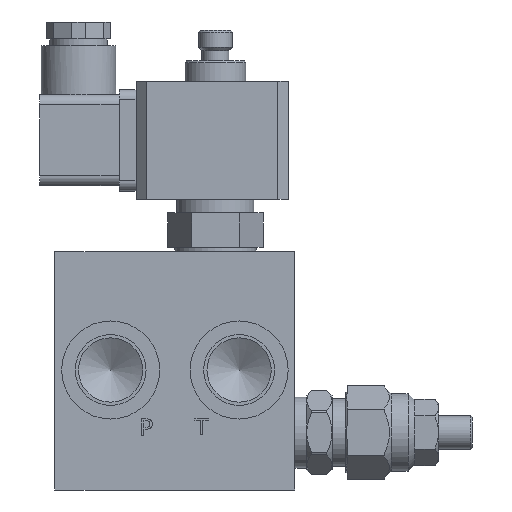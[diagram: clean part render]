
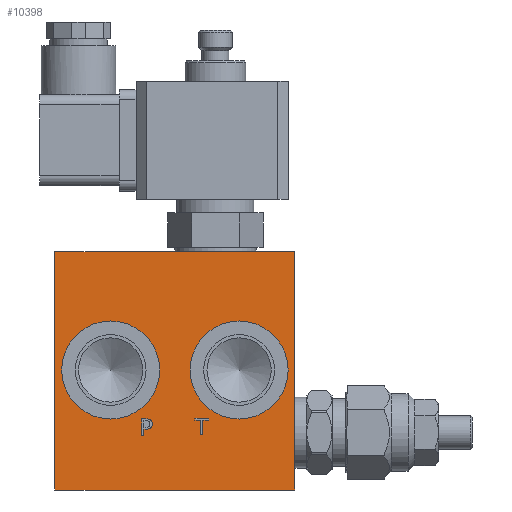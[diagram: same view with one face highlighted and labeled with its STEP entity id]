
A CAD part, left-side view. The second image highlights one B-rep face of the part: STEP entity #10398.
In plain terms, the highlighted planar face has unit normal (-1, 0, 0).
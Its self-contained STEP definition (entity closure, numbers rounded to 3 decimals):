
#392=B_SPLINE_CURVE_WITH_KNOTS('',2,(#15997,#15998,#15999,#16000),
 .UNSPECIFIED.,.F.,.F.,(3,1,3),(0.,1.,2.),.UNSPECIFIED.);
#394=B_SPLINE_CURVE_WITH_KNOTS('',2,(#16018,#16019,#16020,#16021),
 .UNSPECIFIED.,.F.,.F.,(3,1,3),(0.,1.,2.),.UNSPECIFIED.);
#396=B_SPLINE_CURVE_WITH_KNOTS('',2,(#16067,#16068,#16069,#16070),
 .UNSPECIFIED.,.F.,.F.,(3,1,3),(0.,1.,2.),.UNSPECIFIED.);
#398=B_SPLINE_CURVE_WITH_KNOTS('',2,(#16085,#16086,#16087,#16088),
 .UNSPECIFIED.,.F.,.F.,(3,1,3),(0.,1.,2.),.UNSPECIFIED.);
#732=LINE('',#15055,#1639);
#912=LINE('',#16030,#1819);
#915=LINE('',#16036,#1822);
#918=LINE('',#16042,#1825);
#921=LINE('',#16048,#1828);
#924=LINE('',#16054,#1831);
#928=LINE('',#16097,#1835);
#932=LINE('',#16105,#1839);
#935=LINE('',#16111,#1842);
#938=LINE('',#16117,#1845);
#941=LINE('',#16123,#1848);
#944=LINE('',#16129,#1851);
#947=LINE('',#16135,#1854);
#950=LINE('',#16140,#1857);
#952=LINE('',#16146,#1859);
#953=LINE('',#16147,#1860);
#954=LINE('',#16148,#1861);
#1639=VECTOR('',#12049,70.5);
#1819=VECTOR('',#12313,1.256);
#1822=VECTOR('',#12318,5.);
#1825=VECTOR('',#12323,0.665);
#1828=VECTOR('',#12328,1.864);
#1831=VECTOR('',#12333,0.563);
#1835=VECTOR('',#12341,0.665);
#1839=VECTOR('',#12347,4.408);
#1842=VECTOR('',#12352,1.677);
#1845=VECTOR('',#12357,0.592);
#1848=VECTOR('',#12362,4.019);
#1851=VECTOR('',#12367,0.592);
#1854=VECTOR('',#12372,1.677);
#1857=VECTOR('',#12377,4.408);
#1859=VECTOR('',#12383,70.5);
#1860=VECTOR('',#12384,71.);
#1861=VECTOR('',#12385,71.);
#2539=FACE_BOUND('',#3984,.T.);
#2540=FACE_BOUND('',#3985,.T.);
#2541=FACE_BOUND('',#3986,.T.);
#2542=FACE_BOUND('',#3987,.T.);
#2806=PLANE('',#11042);
#3282=FACE_OUTER_BOUND('',#3983,.T.);
#3983=EDGE_LOOP('',(#8255,#8256,#8257,#8258));
#3984=EDGE_LOOP('',(#8259));
#3985=EDGE_LOOP('',(#8260));
#3986=EDGE_LOOP('',(#8261,#8262,#8263,#8264,#8265,#8266,#8267,#8268));
#3987=EDGE_LOOP('',(#8269,#8270,#8271,#8272,#8273,#8274,#8275,#8276,#8277));
#4651=CIRCLE('',#11043,14.5);
#4652=CIRCLE('',#11044,14.5);
#5039=VERTEX_POINT('',#15053);
#5040=VERTEX_POINT('',#15054);
#5267=VERTEX_POINT('',#15995);
#5268=VERTEX_POINT('',#15996);
#5271=VERTEX_POINT('',#16017);
#5273=VERTEX_POINT('',#16029);
#5275=VERTEX_POINT('',#16035);
#5277=VERTEX_POINT('',#16041);
#5279=VERTEX_POINT('',#16047);
#5281=VERTEX_POINT('',#16053);
#5283=VERTEX_POINT('',#16066);
#5285=VERTEX_POINT('',#16095);
#5286=VERTEX_POINT('',#16096);
#5289=VERTEX_POINT('',#16104);
#5291=VERTEX_POINT('',#16110);
#5293=VERTEX_POINT('',#16116);
#5295=VERTEX_POINT('',#16122);
#5297=VERTEX_POINT('',#16128);
#5299=VERTEX_POINT('',#16134);
#5301=VERTEX_POINT('',#16144);
#5302=VERTEX_POINT('',#16145);
#5303=VERTEX_POINT('',#16149);
#5304=VERTEX_POINT('',#16151);
#6118=EDGE_CURVE('',#5039,#5040,#732,.T.);
#6388=EDGE_CURVE('',#5267,#5268,#392,.T.);
#6392=EDGE_CURVE('',#5271,#5267,#394,.T.);
#6395=EDGE_CURVE('',#5273,#5271,#912,.T.);
#6398=EDGE_CURVE('',#5275,#5273,#915,.T.);
#6401=EDGE_CURVE('',#5277,#5275,#918,.T.);
#6404=EDGE_CURVE('',#5279,#5277,#921,.T.);
#6407=EDGE_CURVE('',#5281,#5279,#924,.T.);
#6410=EDGE_CURVE('',#5283,#5281,#396,.T.);
#6413=EDGE_CURVE('',#5268,#5283,#398,.T.);
#6415=EDGE_CURVE('',#5285,#5286,#928,.T.);
#6419=EDGE_CURVE('',#5289,#5285,#932,.T.);
#6422=EDGE_CURVE('',#5291,#5289,#935,.T.);
#6425=EDGE_CURVE('',#5293,#5291,#938,.T.);
#6428=EDGE_CURVE('',#5295,#5293,#941,.T.);
#6431=EDGE_CURVE('',#5297,#5295,#944,.T.);
#6434=EDGE_CURVE('',#5299,#5297,#947,.T.);
#6437=EDGE_CURVE('',#5286,#5299,#950,.T.);
#6439=EDGE_CURVE('',#5301,#5302,#952,.T.);
#6440=EDGE_CURVE('',#5040,#5302,#953,.T.);
#6441=EDGE_CURVE('',#5301,#5039,#954,.T.);
#6442=EDGE_CURVE('',#5303,#5303,#4651,.T.);
#6443=EDGE_CURVE('',#5304,#5304,#4652,.T.);
#8255=ORIENTED_EDGE('',*,*,#6439,.T.);
#8256=ORIENTED_EDGE('',*,*,#6440,.F.);
#8257=ORIENTED_EDGE('',*,*,#6118,.F.);
#8258=ORIENTED_EDGE('',*,*,#6441,.F.);
#8259=ORIENTED_EDGE('',*,*,#6442,.T.);
#8260=ORIENTED_EDGE('',*,*,#6443,.T.);
#8261=ORIENTED_EDGE('',*,*,#6415,.T.);
#8262=ORIENTED_EDGE('',*,*,#6437,.T.);
#8263=ORIENTED_EDGE('',*,*,#6434,.T.);
#8264=ORIENTED_EDGE('',*,*,#6431,.T.);
#8265=ORIENTED_EDGE('',*,*,#6428,.T.);
#8266=ORIENTED_EDGE('',*,*,#6425,.T.);
#8267=ORIENTED_EDGE('',*,*,#6422,.T.);
#8268=ORIENTED_EDGE('',*,*,#6419,.T.);
#8269=ORIENTED_EDGE('',*,*,#6388,.T.);
#8270=ORIENTED_EDGE('',*,*,#6413,.T.);
#8271=ORIENTED_EDGE('',*,*,#6410,.T.);
#8272=ORIENTED_EDGE('',*,*,#6407,.T.);
#8273=ORIENTED_EDGE('',*,*,#6404,.T.);
#8274=ORIENTED_EDGE('',*,*,#6401,.T.);
#8275=ORIENTED_EDGE('',*,*,#6398,.T.);
#8276=ORIENTED_EDGE('',*,*,#6395,.T.);
#8277=ORIENTED_EDGE('',*,*,#6392,.T.);
#10398=ADVANCED_FACE('',(#3282,#2539,#2540,#2541,#2542),#2806,.F.);
#11042=AXIS2_PLACEMENT_3D('',#16143,#12381,#12382);
#11043=AXIS2_PLACEMENT_3D('',#16150,#12386,#12387);
#11044=AXIS2_PLACEMENT_3D('',#16152,#12388,#12389);
#12049=DIRECTION('',(0.,0.,-1.));
#12313=DIRECTION('',(0.,-1.,0.));
#12318=DIRECTION('',(0.,0.,1.));
#12323=DIRECTION('',(0.,1.,0.));
#12328=DIRECTION('',(0.,0.,-1.));
#12333=DIRECTION('',(0.,1.,0.));
#12341=DIRECTION('',(0.,1.,0.));
#12347=DIRECTION('',(0.,0.,-1.));
#12352=DIRECTION('',(0.,1.,0.));
#12357=DIRECTION('',(0.,0.,-1.));
#12362=DIRECTION('',(0.,-1.,0.));
#12367=DIRECTION('',(0.,0.,1.));
#12372=DIRECTION('',(0.,1.,0.));
#12377=DIRECTION('',(0.,0.,1.));
#12381=DIRECTION('center_axis',(1.,0.,0.));
#12382=DIRECTION('ref_axis',(0.,0.,-1.));
#12383=DIRECTION('',(0.,0.,-1.));
#12384=DIRECTION('',(0.,1.,0.));
#12385=DIRECTION('',(0.,-1.,0.));
#12386=DIRECTION('center_axis',(1.,0.,0.));
#12387=DIRECTION('ref_axis',(0.,1.,0.));
#12388=DIRECTION('center_axis',(1.,0.,0.));
#12389=DIRECTION('ref_axis',(0.,1.,0.));
#15053=CARTESIAN_POINT('',(555.5,0.,115.5));
#15054=CARTESIAN_POINT('',(555.5,0.,45.));
#15055=CARTESIAN_POINT('',(555.5,0.,80.25));
#15995=CARTESIAN_POINT('',(555.5,42.766,65.746));
#15996=CARTESIAN_POINT('',(555.5,42.17,64.551));
#15997=CARTESIAN_POINT('Ctrl Pts',(555.5,42.766,65.746));
#15998=CARTESIAN_POINT('Ctrl Pts',(555.5,42.486,65.556));
#15999=CARTESIAN_POINT('Ctrl Pts',(555.5,42.17,64.968));
#16000=CARTESIAN_POINT('Ctrl Pts',(555.5,42.17,64.551));
#16017=CARTESIAN_POINT('',(555.5,44.074,66.058));
#16018=CARTESIAN_POINT('Ctrl Pts',(555.5,44.074,66.058));
#16019=CARTESIAN_POINT('Ctrl Pts',(555.5,43.629,66.058));
#16020=CARTESIAN_POINT('Ctrl Pts',(555.5,43.005,65.912));
#16021=CARTESIAN_POINT('Ctrl Pts',(555.5,42.766,65.746));
#16029=CARTESIAN_POINT('',(555.5,45.331,66.058));
#16030=CARTESIAN_POINT('',(555.5,40.415,66.058));
#16035=CARTESIAN_POINT('',(555.5,45.331,61.058));
#16036=CARTESIAN_POINT('',(555.5,45.331,70.654));
#16041=CARTESIAN_POINT('',(555.5,44.666,61.058));
#16042=CARTESIAN_POINT('',(555.5,40.083,61.058));
#16047=CARTESIAN_POINT('',(555.5,44.666,62.922));
#16048=CARTESIAN_POINT('',(555.5,44.666,71.586));
#16053=CARTESIAN_POINT('',(555.5,44.103,62.922));
#16054=CARTESIAN_POINT('',(555.5,39.801,62.922));
#16066=CARTESIAN_POINT('',(555.5,42.608,63.441));
#16067=CARTESIAN_POINT('Ctrl Pts',(555.5,42.608,63.441));
#16068=CARTESIAN_POINT('Ctrl Pts',(555.5,42.867,63.185));
#16069=CARTESIAN_POINT('Ctrl Pts',(555.5,43.568,62.922));
#16070=CARTESIAN_POINT('Ctrl Pts',(555.5,44.103,62.922));
#16085=CARTESIAN_POINT('Ctrl Pts',(555.5,42.17,64.551));
#16086=CARTESIAN_POINT('Ctrl Pts',(555.5,42.17,64.227));
#16087=CARTESIAN_POINT('Ctrl Pts',(555.5,42.401,63.643));
#16088=CARTESIAN_POINT('Ctrl Pts',(555.5,42.608,63.441));
#16095=CARTESIAN_POINT('',(555.5,27.23,61.288));
#16096=CARTESIAN_POINT('',(555.5,27.894,61.288));
#16097=CARTESIAN_POINT('',(555.5,31.365,61.288));
#16104=CARTESIAN_POINT('',(555.5,27.23,65.697));
#16105=CARTESIAN_POINT('',(555.5,27.23,72.973));
#16110=CARTESIAN_POINT('',(555.5,25.552,65.697));
#16111=CARTESIAN_POINT('',(555.5,30.526,65.697));
#16116=CARTESIAN_POINT('',(555.5,25.552,66.288));
#16117=CARTESIAN_POINT('',(555.5,25.552,73.269));
#16122=CARTESIAN_POINT('',(555.5,29.572,66.288));
#16123=CARTESIAN_POINT('',(555.5,32.536,66.288));
#16128=CARTESIAN_POINT('',(555.5,29.572,65.697));
#16129=CARTESIAN_POINT('',(555.5,29.572,72.973));
#16134=CARTESIAN_POINT('',(555.5,27.894,65.697));
#16135=CARTESIAN_POINT('',(555.5,31.697,65.697));
#16140=CARTESIAN_POINT('',(555.5,27.894,70.769));
#16143=CARTESIAN_POINT('Origin',(555.5,35.5,80.25));
#16144=CARTESIAN_POINT('',(555.5,71.,115.5));
#16145=CARTESIAN_POINT('',(555.5,71.,45.));
#16146=CARTESIAN_POINT('',(555.5,71.,80.25));
#16147=CARTESIAN_POINT('',(555.5,35.5,45.));
#16148=CARTESIAN_POINT('',(555.5,35.5,115.5));
#16149=CARTESIAN_POINT('',(555.5,40.,80.5));
#16150=CARTESIAN_POINT('Origin',(555.5,54.5,80.5));
#16151=CARTESIAN_POINT('',(555.5,2.,80.5));
#16152=CARTESIAN_POINT('Origin',(555.5,16.5,80.5));
